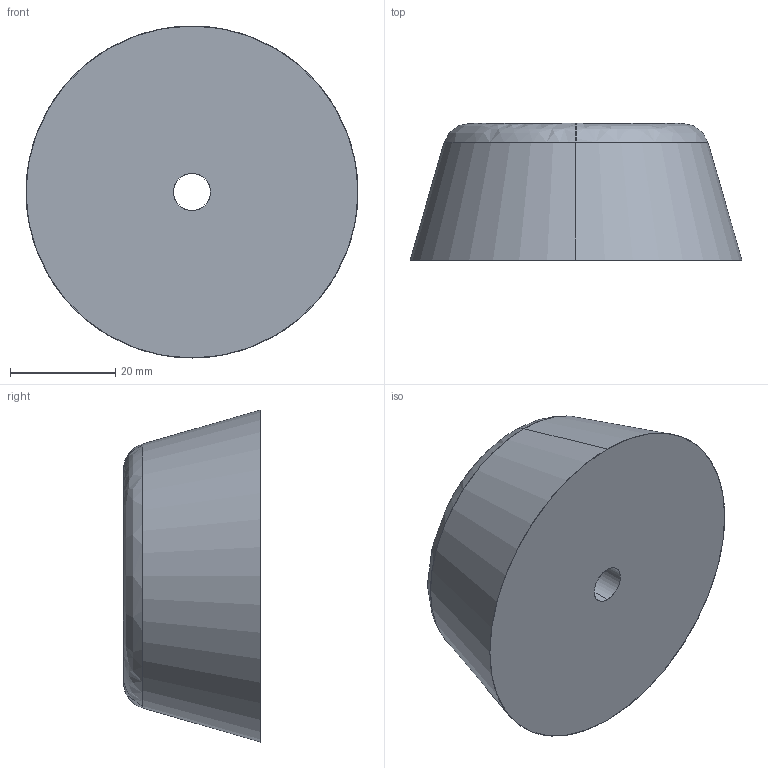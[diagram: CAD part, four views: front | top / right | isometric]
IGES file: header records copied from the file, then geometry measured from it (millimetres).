
Start section: SolidWorks IGES file using analytic representation for surfaces
Global section: file name: C-30-RK-63-ﾃﾞﾌｫﾙﾄ.IGS; native system: SolidWorks 2007; preprocessor: SolidWorks 2007; author: 11sw; date: 090629.113849; units: millimetre
Bounding box: 63 x 26 x 63 mm (x, y, z)
Surface area: 10301 mm2 (no closed solid volume)
Topology: 0 solids, 0 shells, 11 faces, 288 edges, 288 vertices
Faces by surface type: revolution 6, bspline 5
